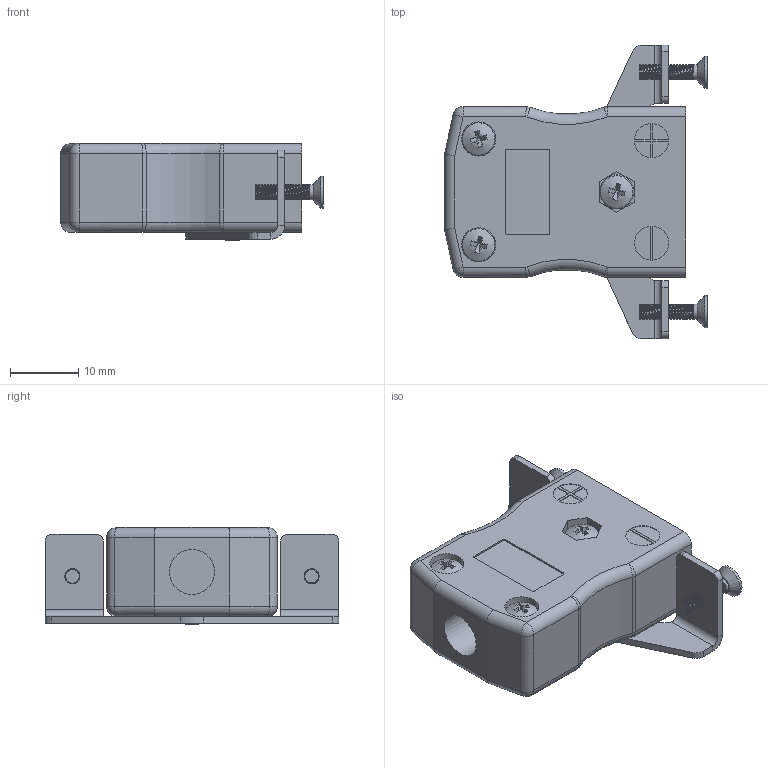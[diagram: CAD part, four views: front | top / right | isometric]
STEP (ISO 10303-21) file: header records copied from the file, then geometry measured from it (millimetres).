
FILE_DESCRIPTION (( 'STEP AP214' ), '1' );
FILE_NAME ('230-Yellow-Standard SSPF socket with Bracket.STEP', '2025-12-17T09:11:41', ( '' ), ( '' ), 'SwSTEP 2.0', 'SolidWorks 2014', '' );
FILE_SCHEMA (( 'AUTOMOTIVE_DESIGN' ));
Length unit declared in the file: millimetre
Products named in the file (8): 147-Cylindrical Neg Connector; 146-Cylindrical Pos Connector; 160-Standard SSPF socket Body_Yellow; 137-M2-5 Phillips head Screw_10.5mm thread; 137-M2-5 Phillips head Screw_12mm thread; 230-Yellow-Standard SSPF socket with Bracket; 161-Mouning Bracket; 131-M2-5x10_phillips_countersunk_flat_head
Assembly tree (11 placements, depth 2):
  230-Yellow-Standard SSPF socket with Bracket
    160-Standard SSPF socket Body_Yellow
    161-Mouning Bracket
    131-M2-5x10_phillips_countersunk_flat_head  x2
    146-Cylindrical Pos Connector  x2
    147-Cylindrical Neg Connector  x2
    137-M2-5 Phillips head Screw_10.5mm thread  x2
    137-M2-5 Phillips head Screw_12mm thread
Bounding box: 38.48 x 43 x 14.2 mm (x, y, z)
Volume: 10550.2 mm3; surface area: 6895.4 mm2
Topology: 11 solids, 11 shells, 436 faces, 1089 edges, 694 vertices
Faces by surface type: cylinder 208, plane 178, bspline 23, cone 15, sphere 8, torus 4
Full cylindrical faces by diameter (mm): 2.05 x3, 2.2 x3, 2.208 x34, 2.5 x70, 4.7 x2, 5 x5, 6.6 x2, 7.4 x1
Entity records: 20263 total; most frequent: CARTESIAN_POINT 14315, DIRECTION 1164, ORIENTED_EDGE 1122, EDGE_CURVE 561, AXIS2_PLACEMENT_3D 425, VERTEX_POINT 364, LINE 314, VECTOR 314
